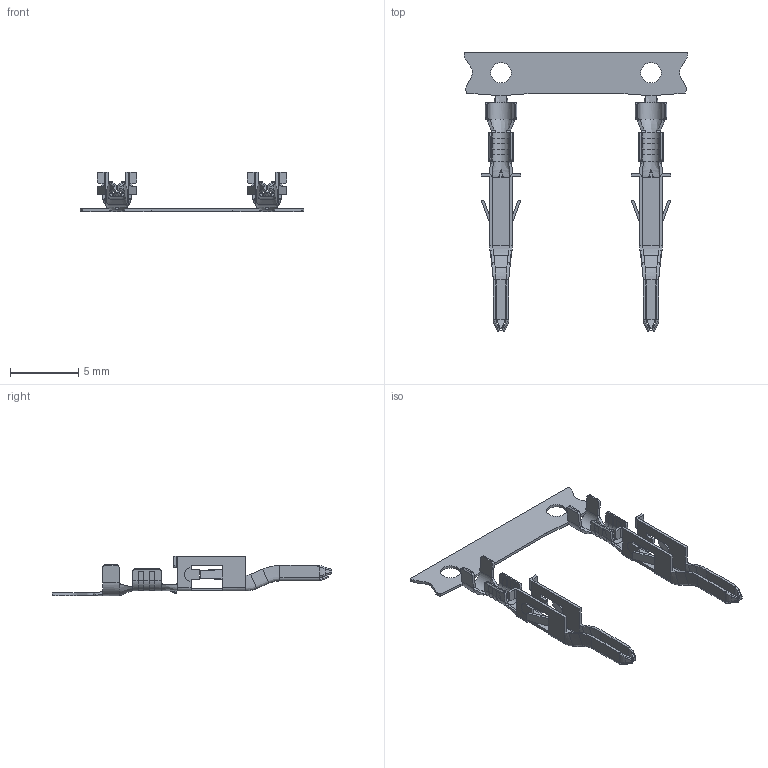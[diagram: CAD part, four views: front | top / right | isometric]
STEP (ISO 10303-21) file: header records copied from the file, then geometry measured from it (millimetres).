
FILE_DESCRIPTION(/* description */ ('Unknown'),/* implementation_level */ '2;1');
FILE_NAME(/* name */ '64900013722_DUAL',/* time_stamp */ '2016-06-27T15:47:43+02:00',/* author */ ('Unknown'),/* organization */ ('Unknown'),/* preprocessor_version */ 'ST-DEVELOPER v16.7',/* originating_system */ 'DEX',/* authorisation */ $);
FILE_SCHEMA (('AUTOMOTIVE_DESIGN {1 0 10303 214 3 1 1}'));
Length unit declared in the file: millimetre
Products named in the file (1): 64900013722_DUAL
Bounding box: 16.42 x 20.5 x 2.89 mm (x, y, z)
Volume: 34.1 mm3; surface area: 395.2 mm2
Topology: 1 solids, 1 shells, 498 faces, 1374 edges, 870 vertices
Faces by surface type: plane 290, cylinder 142, bspline 60, sphere 6
Full cylindrical faces by diameter (mm): 1.5 x2
Entity records: 20416 total; most frequent: CARTESIAN_POINT 8301, ORIENTED_EDGE 2728, DIRECTION 2230, EDGE_CURVE 1364, VERTEX_POINT 866, LINE 832, VECTOR 832, AXIS2_PLACEMENT_3D 699
